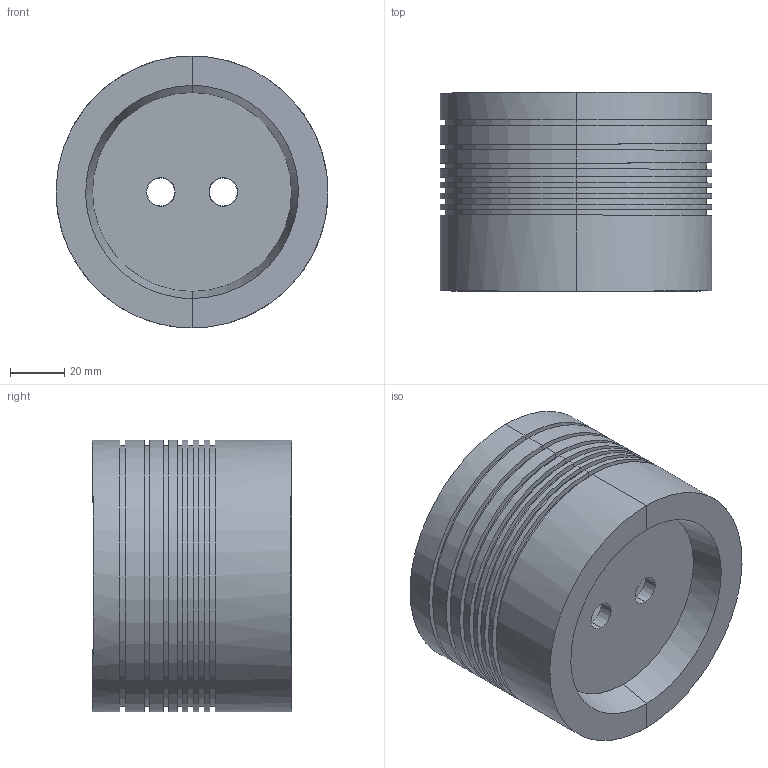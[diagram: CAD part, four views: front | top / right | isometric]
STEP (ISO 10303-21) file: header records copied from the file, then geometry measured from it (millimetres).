
FILE_DESCRIPTION (( 'STEP AP203' ), '1' );
FILE_NAME ('RAD-S-ClS-18.00.00.01 êîðïóñ.STEP', '2021-06-10T15:56:04', ( '' ), ( '' ), 'SwSTEP 2.0', 'SolidWorks 2020', '' );
FILE_SCHEMA (( 'CONFIG_CONTROL_DESIGN' ));
Length unit declared in the file: millimetre
Products named in the file (1): RAD-S-ClS-18.00.00.01 膰豵鵨
Bounding box: 100.48 x 73.67 x 100.5 mm (x, y, z)
Volume: 148559.4 mm3; surface area: 72384.2 mm2
Topology: 1 solids, 1 shells, 214 faces, 480 edges, 244 vertices
Faces by surface type: plane 54, cylinder 48, bspline 48, torus 25, sphere 20, cone 19
Entity records: 7454 total; most frequent: CARTESIAN_POINT 3189, ORIENTED_EDGE 908, DIRECTION 861, EDGE_CURVE 454, AXIS2_PLACEMENT_3D 372, VERTEX_POINT 244, EDGE_LOOP 220, FACE_OUTER_BOUND 214
